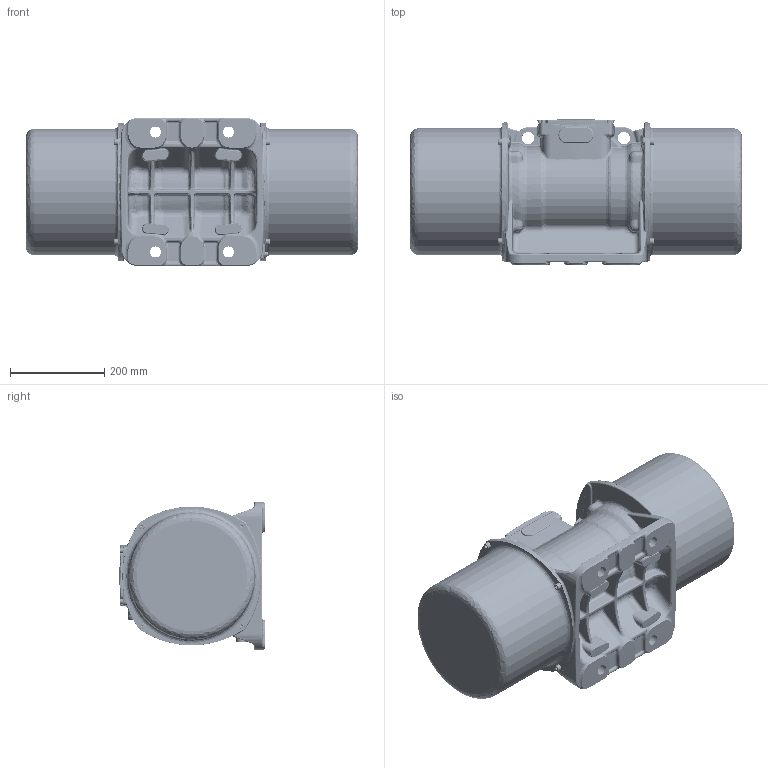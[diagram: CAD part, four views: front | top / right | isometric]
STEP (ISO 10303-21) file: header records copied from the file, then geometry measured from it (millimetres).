
FILE_DESCRIPTION (( 'STEP AP214' ), '1' );
FILE_NAME ('NEG 163030-50Hz #03151000.STEP', '2021-09-13T08:13:11', ( '' ), ( '' ), 'SwSTEP 2.0', 'SolidWorks 2015', '' );
FILE_SCHEMA (( 'AUTOMOTIVE_DESIGN' ));
Length unit declared in the file: millimetre
Products named in the file (1): NEG 163030-50Hz #03151000
Bounding box: 706 x 308.75 x 315 mm (x, y, z)
Volume: 5561185.4 mm3; surface area: 1887614.3 mm2
Topology: 54 solids, 54 shells, 5508 faces, 13407 edges, 7896 vertices
Faces by surface type: bspline 2441, plane 1487, cylinder 1316, cone 264
Entity records: 375629 total; most frequent: CARTESIAN_POINT 205236, ORIENTED_EDGE 26258, DIRECTION 17149, EDGE_CURVE 13129, VERTEX_POINT 7896, AXIS2_PLACEMENT_3D 6172, EDGE_LOOP 5809, UNCERTAINTY_MEASURE_WITH_UNIT 5552
